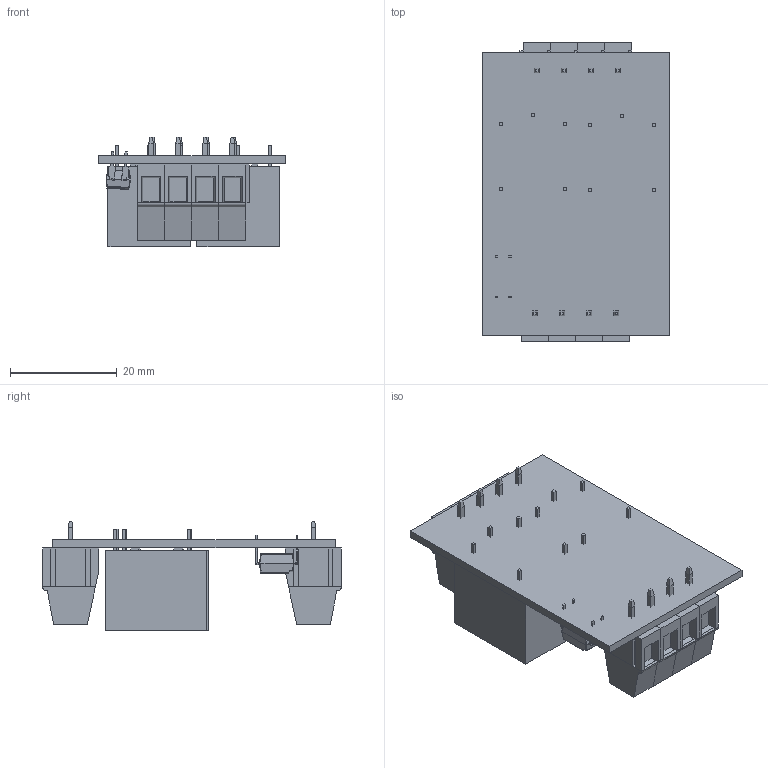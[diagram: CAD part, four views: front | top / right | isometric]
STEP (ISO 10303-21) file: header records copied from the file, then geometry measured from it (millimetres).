
FILE_DESCRIPTION (( 'STEP AP203' ), '1' );
FILE_NAME ('Ñáîðêà.STEP', '2021-05-11T08:19:20', ( '' ), ( '' ), 'SwSTEP 2.0', 'SolidWorks 2016', '' );
FILE_SCHEMA (( 'CONFIG_CONTROL_DESIGN' ));
Length unit declared in the file: millimetre
Products named in the file (5): User Library-TER-KF128-2P; User Library-833H-1C-C-12VDC; PCBcad; User Library-DIP4-7_62-2_54; 栖闉罻
Assembly tree (8 placements, depth 2):
  栖闉罻
    PCBcad
    User Library-833H-1C-C-12VDC  x2
    User Library-DIP4-7_62-2_54
    User Library-TER-KF128-2P  x4
Bounding box: 35 x 56.03 x 20.5 mm (x, y, z)
Volume: 16341.3 mm3; surface area: 14314.4 mm2
Topology: 52 solids, 52 shells, 1219 faces, 3153 edges, 2068 vertices
Faces by surface type: plane 953, cylinder 252, sphere 8, bspline 6
Entity records: 23334 total; most frequent: CARTESIAN_POINT 4228, ORIENTED_EDGE 3898, DIRECTION 3784, EDGE_CURVE 1949, VECTOR 1522, LINE 1522, VERTEX_POINT 1280, AXIS2_PLACEMENT_3D 1131
